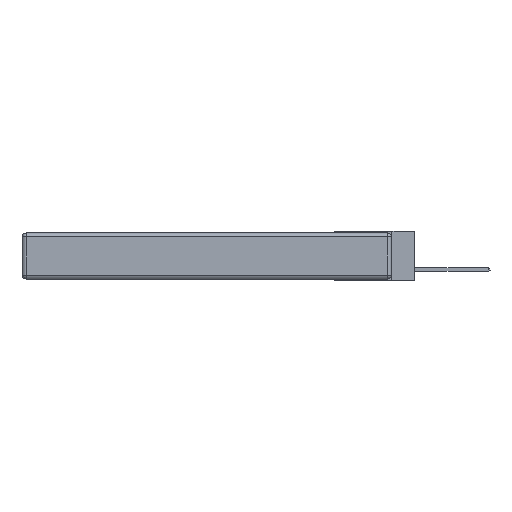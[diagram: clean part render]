
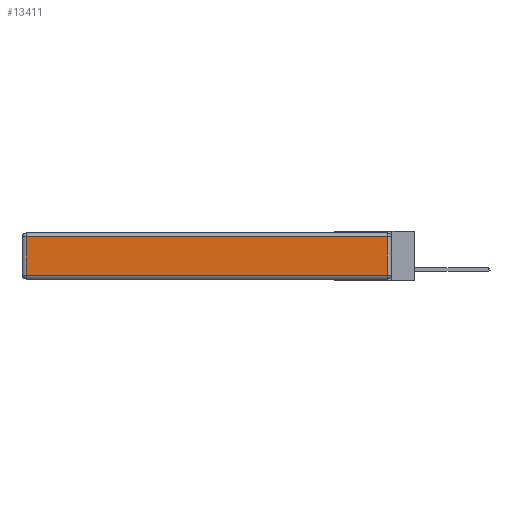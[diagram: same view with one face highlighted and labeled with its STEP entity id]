
A CAD part, left-side view. The second image highlights one B-rep face of the part: STEP entity #13411.
In plain terms, the highlighted planar face has unit normal (-1, 0, 0).
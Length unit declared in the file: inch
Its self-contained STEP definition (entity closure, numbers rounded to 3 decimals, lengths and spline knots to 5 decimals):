
#1066 = VERTEX_POINT ( 'NONE', #16499 ) ;
#1536 = CARTESIAN_POINT ( 'NONE',  ( 0., 2.72, -0.03 ) ) ;
#1575 = AXIS2_PLACEMENT_3D ( 'NONE', #4083, #12374, #3963 ) ;
#1577 = VECTOR ( 'NONE', #4926, 39.37008 ) ;
#2118 = CARTESIAN_POINT ( 'NONE',  ( 0., 2.75, -0.03 ) ) ;
#2566 = ORIENTED_EDGE ( 'NONE', *, *, #15457, .T. ) ;
#2666 = CARTESIAN_POINT ( 'NONE',  ( 0., 0.03, -0.313 ) ) ;
#3963 = DIRECTION ( 'NONE',  ( 0., 0., 1. ) ) ;
#4083 = CARTESIAN_POINT ( 'NONE',  ( 0., 0., -0.343 ) ) ;
#4926 = DIRECTION ( 'NONE',  ( 0., 0., 1. ) ) ;
#5311 = FACE_OUTER_BOUND ( 'NONE', #15837, .T. ) ;
#5507 = VECTOR ( 'NONE', #14652, 39.37008 ) ;
#6294 = VERTEX_POINT ( 'NONE', #12107 ) ;
#6393 = VECTOR ( 'NONE', #13858, 39.37008 ) ;
#8023 = LINE ( 'NONE', #17346, #12637 ) ;
#8625 = LINE ( 'NONE', #10912, #6393 ) ;
#9191 = VERTEX_POINT ( 'NONE', #1536 ) ;
#9513 = LINE ( 'NONE', #13287, #1577 ) ;
#10161 = LINE ( 'NONE', #2118, #5507 ) ;
#10912 = CARTESIAN_POINT ( 'NONE',  ( 0., 0., -0.313 ) ) ;
#11931 = ORIENTED_EDGE ( 'NONE', *, *, #17593, .T. ) ;
#12107 = CARTESIAN_POINT ( 'NONE',  ( 0., 2.72, -0.313 ) ) ;
#12374 = DIRECTION ( 'NONE',  ( -1., 0., 0. ) ) ;
#12637 = VECTOR ( 'NONE', #15739, 39.37008 ) ;
#13287 = CARTESIAN_POINT ( 'NONE',  ( 0., 0.03, -0.343 ) ) ;
#13395 = VERTEX_POINT ( 'NONE', #2666 ) ;
#13411 = ADVANCED_FACE ( 'NONE', ( #5311 ), #15421, .T. ) ;
#13858 = DIRECTION ( 'NONE',  ( 0., -1., 0. ) ) ;
#14652 = DIRECTION ( 'NONE',  ( 0., 1., 0. ) ) ;
#15421 = PLANE ( 'NONE',  #1575 ) ;
#15457 = EDGE_CURVE ( 'NONE', #9191, #6294, #8023, .T. ) ;
#15739 = DIRECTION ( 'NONE',  ( 0., 0., -1. ) ) ;
#15837 = EDGE_LOOP ( 'NONE', ( #11931, #16175, #15960, #2566 ) ) ;
#15960 = ORIENTED_EDGE ( 'NONE', *, *, #17382, .T. ) ;
#16175 = ORIENTED_EDGE ( 'NONE', *, *, #16873, .T. ) ;
#16499 = CARTESIAN_POINT ( 'NONE',  ( 0., 0.03, -0.03 ) ) ;
#16873 = EDGE_CURVE ( 'NONE', #13395, #1066, #9513, .T. ) ;
#17346 = CARTESIAN_POINT ( 'NONE',  ( 0., 2.72, -0.343 ) ) ;
#17382 = EDGE_CURVE ( 'NONE', #1066, #9191, #10161, .T. ) ;
#17593 = EDGE_CURVE ( 'NONE', #6294, #13395, #8625, .T. ) ;
